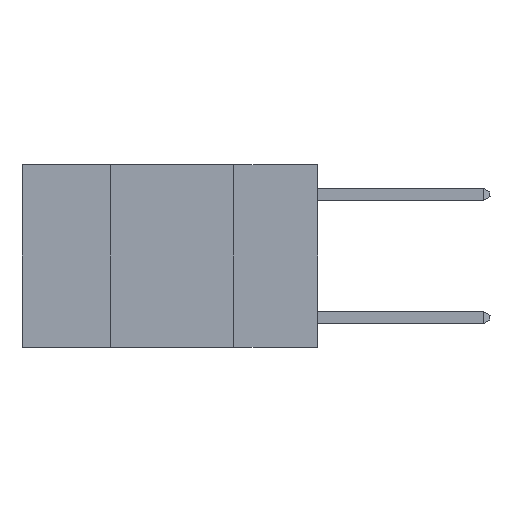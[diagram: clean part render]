
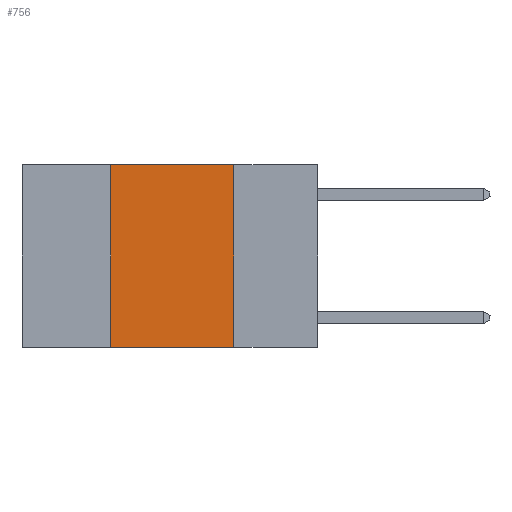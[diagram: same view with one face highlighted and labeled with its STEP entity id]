
A CAD part, left-side view. The second image highlights one B-rep face of the part: STEP entity #756.
In plain terms, the highlighted planar face has unit normal (-1, 0, 0).
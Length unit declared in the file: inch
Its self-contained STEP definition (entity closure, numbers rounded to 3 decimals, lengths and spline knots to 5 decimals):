
#513 = CARTESIAN_POINT ( 'NONE',  ( 0., 0.6, 0. ) ) ;
#756 = ADVANCED_FACE ( 'NONE', ( #13379 ), #1788, .F. ) ;
#1788 = PLANE ( 'NONE',  #11215 ) ;
#2314 = LINE ( 'NONE', #12484, #8205 ) ;
#2481 = VERTEX_POINT ( 'NONE', #5041 ) ;
#3646 = EDGE_CURVE ( 'NONE', #8473, #6539, #12137, .T. ) ;
#3712 = EDGE_CURVE ( 'NONE', #14234, #6539, #4622, .T. ) ;
#4467 = DIRECTION ( 'NONE',  ( 0., 0., -1. ) ) ;
#4546 = DIRECTION ( 'NONE',  ( 0., -1., 0. ) ) ;
#4622 = LINE ( 'NONE', #12462, #13699 ) ;
#5041 = CARTESIAN_POINT ( 'NONE',  ( 0., 0.42, 0. ) ) ;
#6058 = EDGE_CURVE ( 'NONE', #14234, #2481, #2314, .T. ) ;
#6539 = VERTEX_POINT ( 'NONE', #8099 ) ;
#6907 = DIRECTION ( 'NONE',  ( 0., 0., -1. ) ) ;
#7345 = DIRECTION ( 'NONE',  ( 0., 0., 1. ) ) ;
#8099 = CARTESIAN_POINT ( 'NONE',  ( 0., 0.17, -0.37 ) ) ;
#8106 = ORIENTED_EDGE ( 'NONE', *, *, #3646, .F. ) ;
#8205 = VECTOR ( 'NONE', #7345, 39.37008 ) ;
#8473 = VERTEX_POINT ( 'NONE', #16368 ) ;
#8646 = ORIENTED_EDGE ( 'NONE', *, *, #6058, .F. ) ;
#9119 = CARTESIAN_POINT ( 'NONE',  ( 0., 0.42, -0.37 ) ) ;
#10706 = LINE ( 'NONE', #513, #12837 ) ;
#10878 = EDGE_LOOP ( 'NONE', ( #8106, #16362, #8646, #14283 ) ) ;
#11215 = AXIS2_PLACEMENT_3D ( 'NONE', #15645, #13141, #6907 ) ;
#12137 = LINE ( 'NONE', #15901, #14748 ) ;
#12462 = CARTESIAN_POINT ( 'NONE',  ( 0., 0.6, -0.37 ) ) ;
#12484 = CARTESIAN_POINT ( 'NONE',  ( 0., 0.42, 0. ) ) ;
#12837 = VECTOR ( 'NONE', #13540, 39.37008 ) ;
#13141 = DIRECTION ( 'NONE',  ( 1., 0., 0. ) ) ;
#13379 = FACE_OUTER_BOUND ( 'NONE', #10878, .T. ) ;
#13540 = DIRECTION ( 'NONE',  ( 0., -1., 0. ) ) ;
#13699 = VECTOR ( 'NONE', #4546, 39.37008 ) ;
#14022 = EDGE_CURVE ( 'NONE', #2481, #8473, #10706, .T. ) ;
#14234 = VERTEX_POINT ( 'NONE', #9119 ) ;
#14283 = ORIENTED_EDGE ( 'NONE', *, *, #3712, .T. ) ;
#14748 = VECTOR ( 'NONE', #4467, 39.37008 ) ;
#15645 = CARTESIAN_POINT ( 'NONE',  ( 0., 0.6, 0. ) ) ;
#15901 = CARTESIAN_POINT ( 'NONE',  ( 0., 0.17, 0. ) ) ;
#16362 = ORIENTED_EDGE ( 'NONE', *, *, #14022, .F. ) ;
#16368 = CARTESIAN_POINT ( 'NONE',  ( 0., 0.17, 0. ) ) ;
